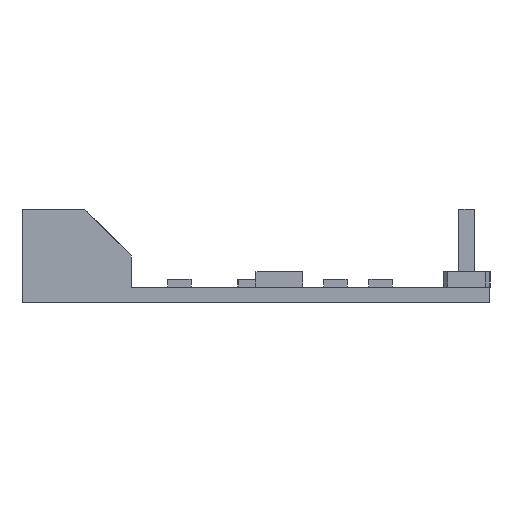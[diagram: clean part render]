
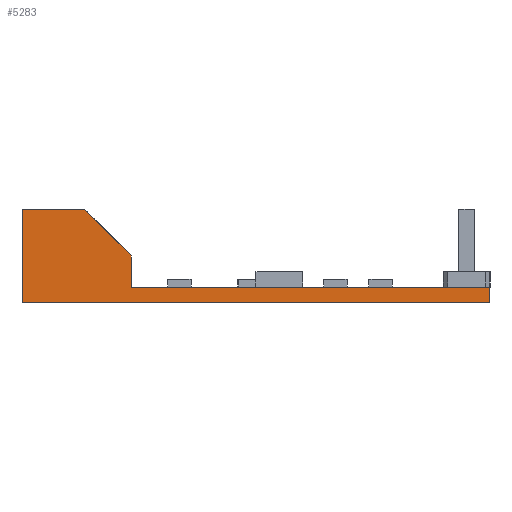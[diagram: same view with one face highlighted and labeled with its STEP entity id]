
A CAD part, left-side view. The second image highlights one B-rep face of the part: STEP entity #5283.
In plain terms, the highlighted face is planar.
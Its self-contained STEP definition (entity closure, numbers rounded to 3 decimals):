
#477=LINE('',#6963,#971);
#814=LINE('',#7672,#1308);
#941=LINE('',#10722,#1435);
#955=LINE('',#10766,#1449);
#958=LINE('',#10771,#1452);
#959=LINE('',#10772,#1453);
#960=LINE('',#10773,#1454);
#971=VECTOR('',#5711,10.);
#1308=VECTOR('',#6324,10.);
#1435=VECTOR('',#6863,10.);
#1449=VECTOR('',#6907,10.);
#1452=VECTOR('',#6912,10.);
#1453=VECTOR('',#6913,10.);
#1454=VECTOR('',#6914,10.);
#1735=FACE_OUTER_BOUND('',#2046,.T.);
#2046=EDGE_LOOP('',(#4741,#4742,#4743,#4744,#4745,#4746,#4747));
#2169=VERTEX_POINT('',#6957);
#2171=VERTEX_POINT('',#6961);
#2404=VERTEX_POINT('',#7669);
#2405=VERTEX_POINT('',#7671);
#2613=VERTEX_POINT('',#10719);
#2614=VERTEX_POINT('',#10721);
#2629=VERTEX_POINT('',#10765);
#2640=EDGE_CURVE('',#2169,#2171,#477,.T.);
#2986=EDGE_CURVE('',#2404,#2405,#814,.T.);
#3322=EDGE_CURVE('',#2613,#2614,#941,.T.);
#3344=EDGE_CURVE('',#2629,#2614,#955,.T.);
#3347=EDGE_CURVE('',#2169,#2613,#958,.T.);
#3348=EDGE_CURVE('',#2171,#2405,#959,.T.);
#3349=EDGE_CURVE('',#2404,#2629,#960,.T.);
#4741=ORIENTED_EDGE('',*,*,#3344,.T.);
#4742=ORIENTED_EDGE('',*,*,#3322,.F.);
#4743=ORIENTED_EDGE('',*,*,#3347,.F.);
#4744=ORIENTED_EDGE('',*,*,#2640,.T.);
#4745=ORIENTED_EDGE('',*,*,#3348,.T.);
#4746=ORIENTED_EDGE('',*,*,#2986,.F.);
#4747=ORIENTED_EDGE('',*,*,#3349,.T.);
#5002=PLANE('',#5675);
#5283=ADVANCED_FACE('',(#1735),#5002,.T.);
#5675=AXIS2_PLACEMENT_3D('',#10770,#6910,#6911);
#5711=DIRECTION('',(1.,0.,0.));
#6324=DIRECTION('',(1.,0.,0.));
#6863=DIRECTION('',(1.,0.,0.));
#6907=DIRECTION('',(-0.707,0.,0.707));
#6910=DIRECTION('center_axis',(0.,-1.,0.));
#6911=DIRECTION('ref_axis',(1.,0.,0.));
#6912=DIRECTION('',(0.,0.,1.));
#6913=DIRECTION('',(0.,0.,1.));
#6914=DIRECTION('',(0.,0.,1.));
#6957=CARTESIAN_POINT('',(-42.,-21.5,2.));
#6961=CARTESIAN_POINT('',(-12.,-21.5,2.));
#6963=CARTESIAN_POINT('',(-42.,-21.5,2.));
#7669=CARTESIAN_POINT('',(-35.,-21.5,3.));
#7671=CARTESIAN_POINT('',(-12.,-21.5,3.));
#7672=CARTESIAN_POINT('',(-42.,-21.5,3.));
#10719=CARTESIAN_POINT('',(-42.,-21.5,8.));
#10721=CARTESIAN_POINT('',(-38.,-21.5,8.));
#10722=CARTESIAN_POINT('',(-42.,-21.5,8.));
#10765=CARTESIAN_POINT('',(-35.,-21.5,5.));
#10766=CARTESIAN_POINT('',(-36.,-21.5,6.));
#10770=CARTESIAN_POINT('Origin',(-42.,-21.5,2.));
#10771=CARTESIAN_POINT('',(-42.,-21.5,2.));
#10772=CARTESIAN_POINT('',(-12.,-21.5,2.));
#10773=CARTESIAN_POINT('',(-35.,-21.5,3.));
